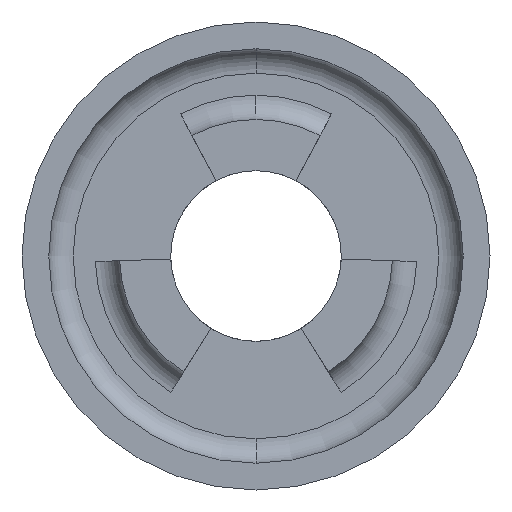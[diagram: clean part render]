
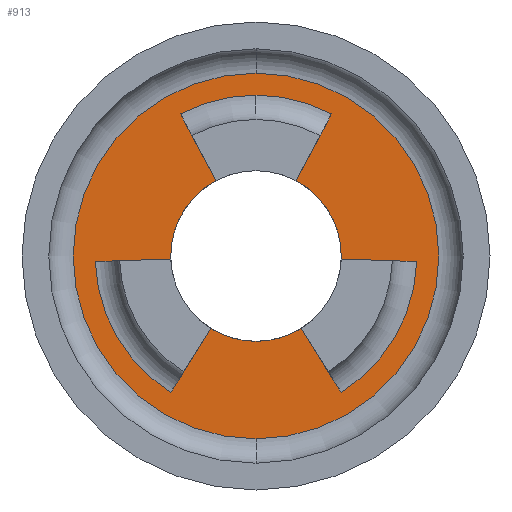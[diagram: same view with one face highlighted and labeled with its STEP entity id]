
A CAD part, front view. The second image highlights one B-rep face of the part: STEP entity #913.
In plain terms, the highlighted planar face has unit normal (0, -1, 0).
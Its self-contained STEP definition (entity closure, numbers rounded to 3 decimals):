
#12 = CIRCLE ( 'NONE', #812, 20.955 ) ;
#18 = VERTEX_POINT ( 'NONE', #829 ) ;
#20 = DIRECTION ( 'NONE',  ( 0.53, 0., 0.848 ) ) ;
#23 = VERTEX_POINT ( 'NONE', #292 ) ;
#24 = ORIENTED_EDGE ( 'NONE', *, *, #677, .F. ) ;
#26 = EDGE_CURVE ( 'NONE', #18, #23, #626, .T. ) ;
#27 = LINE ( 'NONE', #581, #569 ) ;
#39 = AXIS2_PLACEMENT_3D ( 'NONE', #545, #82, #615 ) ;
#60 = CARTESIAN_POINT ( 'NONE',  ( -17.769, -5.867, -0.621 ) ) ;
#71 = CARTESIAN_POINT ( 'NONE',  ( 9.838, -5.867, 18.502 ) ) ;
#78 = CARTESIAN_POINT ( 'NONE',  ( 0., -5.867, 0. ) ) ;
#80 = DIRECTION ( 'NONE',  ( 0., 0., 1. ) ) ;
#82 = DIRECTION ( 'NONE',  ( 0., -1., 0. ) ) ;
#86 = VERTEX_POINT ( 'NONE', #198 ) ;
#92 = AXIS2_PLACEMENT_3D ( 'NONE', #307, #844, #386 ) ;
#97 = EDGE_CURVE ( 'NONE', #572, #86, #964, .T. ) ;
#100 = ORIENTED_EDGE ( 'NONE', *, *, #324, .F. ) ;
#112 = FACE_OUTER_BOUND ( 'NONE', #666, .T. ) ;
#113 = VECTOR ( 'NONE', #687, 1000. ) ;
#121 = CARTESIAN_POINT ( 'NONE',  ( 11.104, -5.867, -17.771 ) ) ;
#131 = CARTESIAN_POINT ( 'NONE',  ( 0., -5.867, 20.955 ) ) ;
#137 = DIRECTION ( 'NONE',  ( 0., 0., 1. ) ) ;
#138 = ORIENTED_EDGE ( 'NONE', *, *, #714, .F. ) ;
#141 = CARTESIAN_POINT ( 'NONE',  ( 11.106, -5.867, -0.388 ) ) ;
#142 = AXIS2_PLACEMENT_3D ( 'NONE', #304, #840, #382 ) ;
#160 = ORIENTED_EDGE ( 'NONE', *, *, #390, .F. ) ;
#166 = DIRECTION ( 'NONE',  ( 0., 0., 1. ) ) ;
#167 = ORIENTED_EDGE ( 'NONE', *, *, #678, .T. ) ;
#185 = VERTEX_POINT ( 'NONE', #898 ) ;
#193 = ORIENTED_EDGE ( 'NONE', *, *, #749, .F. ) ;
#195 = AXIS2_PLACEMENT_3D ( 'NONE', #1002, #543, #80 ) ;
#198 = CARTESIAN_POINT ( 'NONE',  ( 5.889, -5.867, -9.424 ) ) ;
#200 = DIRECTION ( 'NONE',  ( -0.999, 0., 0.035 ) ) ;
#255 = DIRECTION ( 'NONE',  ( 0.469, 0., -0.883 ) ) ;
#257 = AXIS2_PLACEMENT_3D ( 'NONE', #841, #383, #922 ) ;
#260 = ORIENTED_EDGE ( 'NONE', *, *, #924, .F. ) ;
#262 = CIRCLE ( 'NONE', #482, 20.955 ) ;
#267 = AXIS2_PLACEMENT_3D ( 'NONE', #834, #948, #137 ) ;
#270 = VERTEX_POINT ( 'NONE', #989 ) ;
#274 = CARTESIAN_POINT ( 'NONE',  ( 0., -5.867, 0. ) ) ;
#292 = CARTESIAN_POINT ( 'NONE',  ( 0., -5.867, -23.813 ) ) ;
#302 = EDGE_CURVE ( 'NONE', #270, #931, #797, .T. ) ;
#304 = CARTESIAN_POINT ( 'NONE',  ( 0., -5.867, 0. ) ) ;
#307 = CARTESIAN_POINT ( 'NONE',  ( 0., -5.867, 0. ) ) ;
#319 = VERTEX_POINT ( 'NONE', #533 ) ;
#324 = EDGE_CURVE ( 'NONE', #489, #921, #330, .T. ) ;
#326 = CIRCLE ( 'NONE', #347, 20.955 ) ;
#330 = LINE ( 'NONE', #381, #113 ) ;
#336 = CARTESIAN_POINT ( 'NONE',  ( 20.942, -5.867, -0.731 ) ) ;
#338 = EDGE_LOOP ( 'NONE', ( #24, #899, #911, #100, #260, #193, #377, #160, #360, #640, #138, #167, #426, #813 ) ) ;
#347 = AXIS2_PLACEMENT_3D ( 'NONE', #454, #996, #529 ) ;
#353 = EDGE_CURVE ( 'NONE', #785, #572, #942, .T. ) ;
#355 = DIRECTION ( 'NONE',  ( 0., 0., 1. ) ) ;
#360 = ORIENTED_EDGE ( 'NONE', *, *, #97, .F. ) ;
#377 = ORIENTED_EDGE ( 'NONE', *, *, #499, .T. ) ;
#379 = EDGE_CURVE ( 'NONE', #873, #810, #12, .T. ) ;
#381 = CARTESIAN_POINT ( 'NONE',  ( 8.347, -5.867, 15.699 ) ) ;
#382 = DIRECTION ( 'NONE',  ( 0., 0., 1. ) ) ;
#383 = DIRECTION ( 'NONE',  ( 0., 1., 0. ) ) ;
#386 = DIRECTION ( 'NONE',  ( 0., 0., 1. ) ) ;
#389 = DIRECTION ( 'NONE',  ( 0.53, 0., -0.848 ) ) ;
#390 = EDGE_CURVE ( 'NONE', #86, #760, #592, .T. ) ;
#398 = VECTOR ( 'NONE', #20, 1000. ) ;
#409 = CARTESIAN_POINT ( 'NONE',  ( 0., -5.867, 0. ) ) ;
#411 = CARTESIAN_POINT ( 'NONE',  ( -5.889, -5.867, -9.424 ) ) ;
#415 = VERTEX_POINT ( 'NONE', #141 ) ;
#426 = ORIENTED_EDGE ( 'NONE', *, *, #302, .F. ) ;
#431 = CARTESIAN_POINT ( 'NONE',  ( -5.889, -5.867, -9.424 ) ) ;
#436 = VECTOR ( 'NONE', #255, 1000. ) ;
#451 = DIRECTION ( 'NONE',  ( -0.999, 0., -0.035 ) ) ;
#454 = CARTESIAN_POINT ( 'NONE',  ( 0., -5.867, 0. ) ) ;
#458 = DIRECTION ( 'NONE',  ( 0., -1., 0. ) ) ;
#459 = CARTESIAN_POINT ( 'NONE',  ( -20.942, -5.867, -0.731 ) ) ;
#481 = DIRECTION ( 'NONE',  ( 0., 0., 1. ) ) ;
#482 = AXIS2_PLACEMENT_3D ( 'NONE', #409, #949, #481 ) ;
#489 = VERTEX_POINT ( 'NONE', #530 ) ;
#494 = CIRCLE ( 'NONE', #92, 11.113 ) ;
#499 = EDGE_CURVE ( 'NONE', #720, #760, #527, .T. ) ;
#524 = CARTESIAN_POINT ( 'NONE',  ( -9.838, -5.867, 18.502 ) ) ;
#527 = CIRCLE ( 'NONE', #257, 20.955 ) ;
#529 = DIRECTION ( 'NONE',  ( 0., 0., 1. ) ) ;
#530 = CARTESIAN_POINT ( 'NONE',  ( 5.217, -5.867, 9.812 ) ) ;
#533 = CARTESIAN_POINT ( 'NONE',  ( -11.104, -5.867, -17.771 ) ) ;
#541 = CARTESIAN_POINT ( 'NONE',  ( 0., -5.867, -11.112 ) ) ;
#543 = DIRECTION ( 'NONE',  ( 0., -1., 0. ) ) ;
#544 = ORIENTED_EDGE ( 'NONE', *, *, #26, .T. ) ;
#545 = CARTESIAN_POINT ( 'NONE',  ( 0., -5.867, 0. ) ) ;
#565 = EDGE_CURVE ( 'NONE', #185, #270, #684, .T. ) ;
#569 = VECTOR ( 'NONE', #200, 1000. ) ;
#572 = VERTEX_POINT ( 'NONE', #541 ) ;
#581 = CARTESIAN_POINT ( 'NONE',  ( 11.106, -5.867, -0.388 ) ) ;
#592 = LINE ( 'NONE', #774, #627 ) ;
#600 = PLANE ( 'NONE',  #142 ) ;
#612 = DIRECTION ( 'NONE',  ( 0., 1., 0. ) ) ;
#615 = DIRECTION ( 'NONE',  ( 0., 0., 1. ) ) ;
#626 = CIRCLE ( 'NONE', #267, 23.813 ) ;
#627 = VECTOR ( 'NONE', #389, 1000. ) ;
#631 = ORIENTED_EDGE ( 'NONE', *, *, #955, .T. ) ;
#638 = LINE ( 'NONE', #711, #436 ) ;
#640 = ORIENTED_EDGE ( 'NONE', *, *, #353, .F. ) ;
#666 = EDGE_LOOP ( 'NONE', ( #544, #631 ) ) ;
#677 = EDGE_CURVE ( 'NONE', #873, #185, #638, .T. ) ;
#678 = EDGE_CURVE ( 'NONE', #319, #931, #262, .T. ) ;
#684 = CIRCLE ( 'NONE', #39, 11.113 ) ;
#687 = DIRECTION ( 'NONE',  ( 0.469, 0., 0.883 ) ) ;
#711 = CARTESIAN_POINT ( 'NONE',  ( -5.217, -5.867, 9.812 ) ) ;
#714 = EDGE_CURVE ( 'NONE', #319, #785, #818, .T. ) ;
#720 = VERTEX_POINT ( 'NONE', #336 ) ;
#749 = EDGE_CURVE ( 'NONE', #720, #415, #27, .T. ) ;
#760 = VERTEX_POINT ( 'NONE', #121 ) ;
#774 = CARTESIAN_POINT ( 'NONE',  ( 9.422, -5.867, -15.078 ) ) ;
#785 = VERTEX_POINT ( 'NONE', #431 ) ;
#797 = LINE ( 'NONE', #60, #961 ) ;
#799 = AXIS2_PLACEMENT_3D ( 'NONE', #274, #807, #355 ) ;
#807 = DIRECTION ( 'NONE',  ( 0., -1., 0. ) ) ;
#810 = VERTEX_POINT ( 'NONE', #131 ) ;
#812 = AXIS2_PLACEMENT_3D ( 'NONE', #78, #612, #166 ) ;
#813 = ORIENTED_EDGE ( 'NONE', *, *, #565, .F. ) ;
#818 = LINE ( 'NONE', #411, #398 ) ;
#829 = CARTESIAN_POINT ( 'NONE',  ( 0., -5.867, 23.813 ) ) ;
#834 = CARTESIAN_POINT ( 'NONE',  ( 0., -5.867, 0. ) ) ;
#840 = DIRECTION ( 'NONE',  ( 0., 1., 0. ) ) ;
#841 = CARTESIAN_POINT ( 'NONE',  ( 0., -5.867, 0. ) ) ;
#844 = DIRECTION ( 'NONE',  ( 0., -1., 0. ) ) ;
#863 = CIRCLE ( 'NONE', #195, 23.813 ) ;
#873 = VERTEX_POINT ( 'NONE', #524 ) ;
#886 = EDGE_CURVE ( 'NONE', #810, #921, #326, .T. ) ;
#898 = CARTESIAN_POINT ( 'NONE',  ( -5.217, -5.867, 9.812 ) ) ;
#899 = ORIENTED_EDGE ( 'NONE', *, *, #379, .T. ) ;
#911 = ORIENTED_EDGE ( 'NONE', *, *, #886, .T. ) ;
#913 = ADVANCED_FACE ( 'NONE', ( #112, #939 ), #600, .F. ) ;
#921 = VERTEX_POINT ( 'NONE', #71 ) ;
#922 = DIRECTION ( 'NONE',  ( 0., 0., 1. ) ) ;
#923 = CARTESIAN_POINT ( 'NONE',  ( 0., -5.867, 0. ) ) ;
#924 = EDGE_CURVE ( 'NONE', #415, #489, #494, .T. ) ;
#931 = VERTEX_POINT ( 'NONE', #459 ) ;
#932 = AXIS2_PLACEMENT_3D ( 'NONE', #923, #458, #999 ) ;
#939 = FACE_BOUND ( 'NONE', #338, .T. ) ;
#942 = CIRCLE ( 'NONE', #932, 11.113 ) ;
#948 = DIRECTION ( 'NONE',  ( 0., -1., 0. ) ) ;
#949 = DIRECTION ( 'NONE',  ( 0., 1., 0. ) ) ;
#955 = EDGE_CURVE ( 'NONE', #23, #18, #863, .T. ) ;
#961 = VECTOR ( 'NONE', #451, 1000. ) ;
#964 = CIRCLE ( 'NONE', #799, 11.113 ) ;
#989 = CARTESIAN_POINT ( 'NONE',  ( -11.106, -5.867, -0.388 ) ) ;
#996 = DIRECTION ( 'NONE',  ( 0., 1., 0. ) ) ;
#999 = DIRECTION ( 'NONE',  ( 0., 0., 1. ) ) ;
#1002 = CARTESIAN_POINT ( 'NONE',  ( 0., -5.867, 0. ) ) ;
